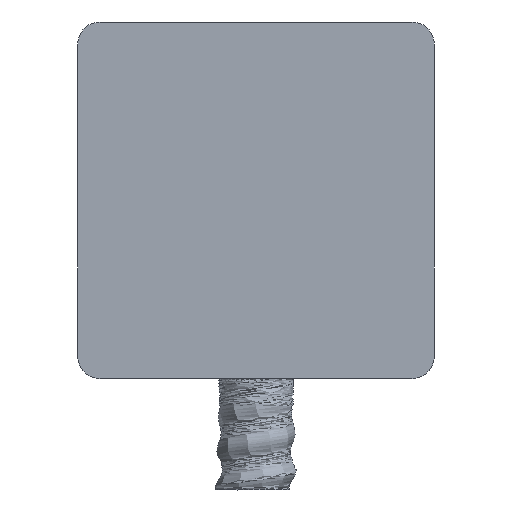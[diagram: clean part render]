
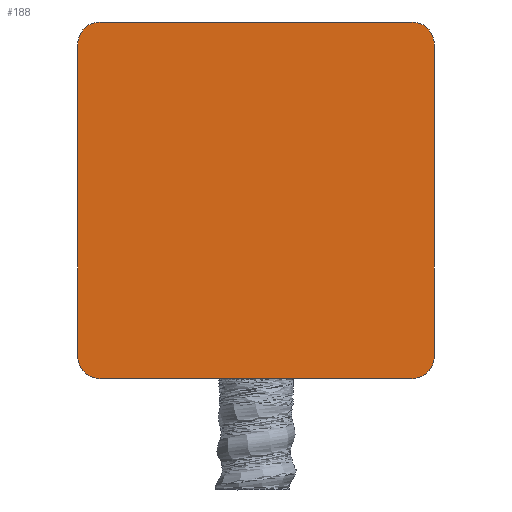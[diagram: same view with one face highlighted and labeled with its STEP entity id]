
A CAD part, front view. The second image highlights one B-rep face of the part: STEP entity #188.
In plain terms, the highlighted planar face has unit normal (0, -1, 0).
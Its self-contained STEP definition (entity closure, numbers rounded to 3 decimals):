
#32 = VERTEX_POINT('',#33);
#33 = CARTESIAN_POINT('',(-21.,-7.,-24.));
#39 = EDGE_CURVE('',#32,#40,#42,.T.);
#40 = VERTEX_POINT('',#41);
#41 = CARTESIAN_POINT('',(21.,-7.,-24.));
#42 = LINE('',#43,#44);
#43 = CARTESIAN_POINT('',(-24.,-7.,-24.));
#44 = VECTOR('',#45,1.);
#45 = DIRECTION('',(1.,0.,0.));
#144 = VERTEX_POINT('',#145);
#145 = CARTESIAN_POINT('',(-24.,-7.,-21.));
#151 = EDGE_CURVE('',#32,#144,#152,.T.);
#152 = CIRCLE('',#153,3.);
#153 = AXIS2_PLACEMENT_3D('',#154,#155,#156);
#154 = CARTESIAN_POINT('',(-21.,-7.,-21.));
#155 = DIRECTION('',(0.,1.,0.));
#156 = DIRECTION('',(0.,0.,-1.));
#169 = VERTEX_POINT('',#170);
#170 = CARTESIAN_POINT('',(24.,-7.,-21.));
#176 = EDGE_CURVE('',#40,#169,#177,.T.);
#177 = CIRCLE('',#178,3.);
#178 = AXIS2_PLACEMENT_3D('',#179,#180,#181);
#179 = CARTESIAN_POINT('',(21.,-7.,-21.));
#180 = DIRECTION('',(0.,-1.,0.));
#181 = DIRECTION('',(0.,0.,-1.));
#188 = ADVANCED_FACE('',(#189),#234,.F.);
#189 = FACE_BOUND('',#190,.F.);
#190 = EDGE_LOOP('',(#191,#192,#193,#201,#210,#218,#227,#233));
#191 = ORIENTED_EDGE('',*,*,#39,.F.);
#192 = ORIENTED_EDGE('',*,*,#151,.T.);
#193 = ORIENTED_EDGE('',*,*,#194,.F.);
#194 = EDGE_CURVE('',#195,#144,#197,.T.);
#195 = VERTEX_POINT('',#196);
#196 = CARTESIAN_POINT('',(-24.,-7.,21.));
#197 = LINE('',#198,#199);
#198 = CARTESIAN_POINT('',(-24.,-7.,24.));
#199 = VECTOR('',#200,1.);
#200 = DIRECTION('',(0.,0.,-1.));
#201 = ORIENTED_EDGE('',*,*,#202,.F.);
#202 = EDGE_CURVE('',#203,#195,#205,.T.);
#203 = VERTEX_POINT('',#204);
#204 = CARTESIAN_POINT('',(-21.,-7.,24.));
#205 = CIRCLE('',#206,3.);
#206 = AXIS2_PLACEMENT_3D('',#207,#208,#209);
#207 = CARTESIAN_POINT('',(-21.,-7.,21.));
#208 = DIRECTION('',(0.,-1.,0.));
#209 = DIRECTION('',(0.,0.,-1.));
#210 = ORIENTED_EDGE('',*,*,#211,.F.);
#211 = EDGE_CURVE('',#212,#203,#214,.T.);
#212 = VERTEX_POINT('',#213);
#213 = CARTESIAN_POINT('',(21.,-7.,24.));
#214 = LINE('',#215,#216);
#215 = CARTESIAN_POINT('',(24.,-7.,24.));
#216 = VECTOR('',#217,1.);
#217 = DIRECTION('',(-1.,0.,0.));
#218 = ORIENTED_EDGE('',*,*,#219,.F.);
#219 = EDGE_CURVE('',#220,#212,#222,.T.);
#220 = VERTEX_POINT('',#221);
#221 = CARTESIAN_POINT('',(24.,-7.,21.));
#222 = CIRCLE('',#223,3.);
#223 = AXIS2_PLACEMENT_3D('',#224,#225,#226);
#224 = CARTESIAN_POINT('',(21.,-7.,21.));
#225 = DIRECTION('',(0.,-1.,0.));
#226 = DIRECTION('',(0.,0.,-1.));
#227 = ORIENTED_EDGE('',*,*,#228,.F.);
#228 = EDGE_CURVE('',#169,#220,#229,.T.);
#229 = LINE('',#230,#231);
#230 = CARTESIAN_POINT('',(24.,-7.,-24.));
#231 = VECTOR('',#232,1.);
#232 = DIRECTION('',(0.,0.,1.));
#233 = ORIENTED_EDGE('',*,*,#176,.F.);
#234 = PLANE('',#235);
#235 = AXIS2_PLACEMENT_3D('',#236,#237,#238);
#236 = CARTESIAN_POINT('',(0.,-7.,0.));
#237 = DIRECTION('',(0.,1.,0.));
#238 = DIRECTION('',(0.,0.,1.));
